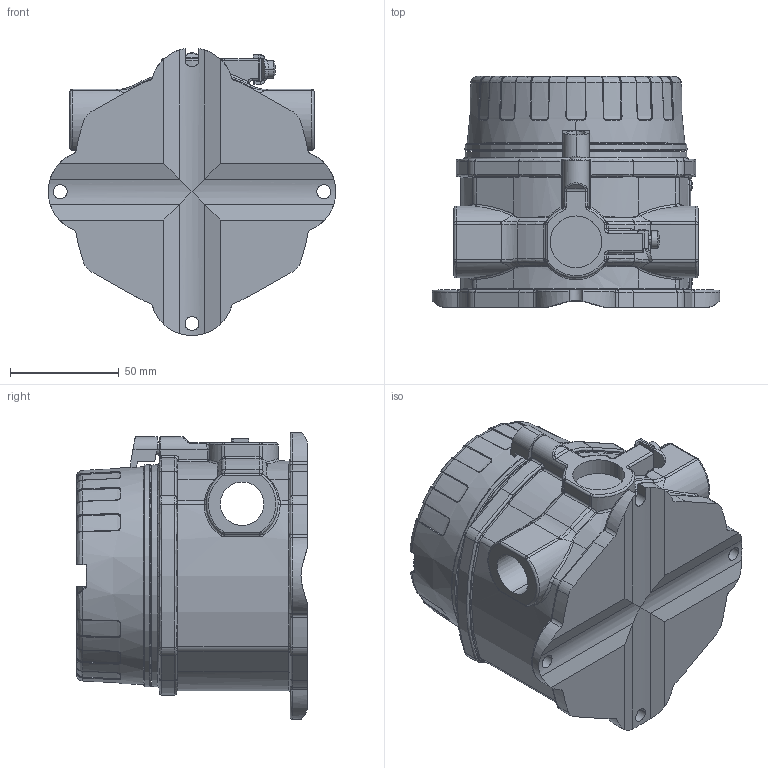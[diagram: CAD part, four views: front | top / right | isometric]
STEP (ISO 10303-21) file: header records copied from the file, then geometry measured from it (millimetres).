
FILE_DESCRIPTION (( 'STEP AP214' ), '1' );
FILE_NAME ('TMT142B-1E60_1W9.STEP', '2025-06-25T14:15:45', ( '' ), ( '' ), 'SwSTEP 2.0', 'SolidWorks 2021', '' );
FILE_SCHEMA (( 'AUTOMOTIVE_DESIGN' ));
Length unit declared in the file: inch
Products named in the file (1): TMT142B-1E60_1W9
Bounding box: 132 x 106 x 131.73 mm (x, y, z)
Volume: 834753.7 mm3; surface area: 110661.4 mm2
Topology: 1 solids, 4 shells, 2926 faces, 7603 edges, 4775 vertices
Faces by surface type: plane 1711, cylinder 512, bspline 479, cone 217, torus 7
Entity records: 106385 total; most frequent: CARTESIAN_POINT 42700, ORIENTED_EDGE 15172, DIRECTION 10442, EDGE_CURVE 7586, VERTEX_POINT 4775, AXIS2_PLACEMENT_3D 3570, LINE 3302, VECTOR 3302
